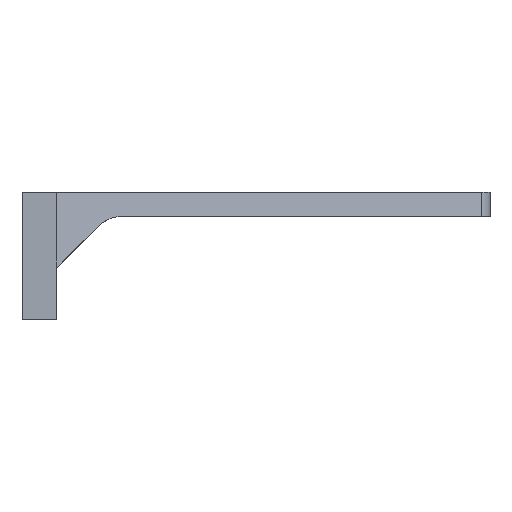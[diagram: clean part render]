
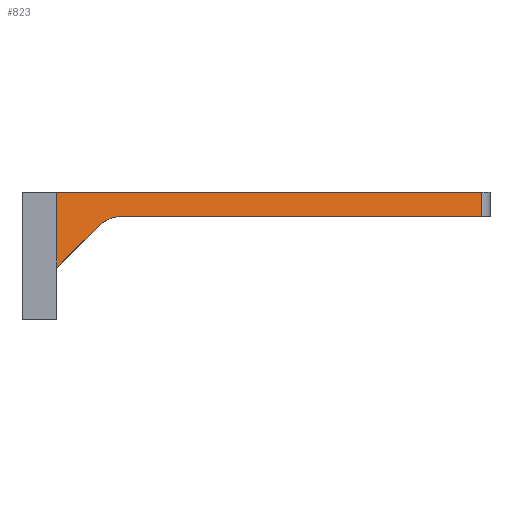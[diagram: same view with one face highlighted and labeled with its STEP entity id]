
A CAD part, left-side view. The second image highlights one B-rep face of the part: STEP entity #823.
In plain terms, the highlighted planar face has unit normal (-0.852, -0.523, 0).
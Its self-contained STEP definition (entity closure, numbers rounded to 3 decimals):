
#64 = CARTESIAN_POINT ( 'NONE',  ( 7.406, -22.071, -2.929 ) ) ;
#280 = CARTESIAN_POINT ( 'NONE',  ( 11.745, -29.142, 0. ) ) ;
#402 = EDGE_CURVE ( 'NONE', #1935, #1089, #693, .T. ) ;
#461 = EDGE_CURVE ( 'NONE', #801, #836, #1072, .T. ) ;
#674 = ORIENTED_EDGE ( 'NONE', *, *, #1097, .T. ) ;
#693 =( BOUNDED_CURVE ( )  B_SPLINE_CURVE ( 3, ( #64, #1545, #1967, #280 ),
 .UNSPECIFIED., .F., .F. ) 
 B_SPLINE_CURVE_WITH_KNOTS ( ( 4, 4 ),
 ( 3.927, 4.712 ),
 .UNSPECIFIED. ) 
 CURVE ( )  GEOMETRIC_REPRESENTATION_ITEM ( )  RATIONAL_B_SPLINE_CURVE ( ( 1., 0.949, 0.949, 1. ) ) 
 REPRESENTATION_ITEM ( '' )  );
#801 = VERTEX_POINT ( 'NONE', #2433 ) ;
#806 = ORIENTED_EDGE ( 'NONE', *, *, #1726, .T. ) ;
#823 = ADVANCED_FACE ( 'NONE', ( #1480 ), #2648, .F. ) ;
#836 = VERTEX_POINT ( 'NONE', #1014 ) ;
#860 = ORIENTED_EDGE ( 'NONE', *, *, #1457, .F. ) ;
#938 = VERTEX_POINT ( 'NONE', #1450 ) ;
#941 = EDGE_LOOP ( 'NONE', ( #806, #1143, #2455, #674, #1686, #860 ) ) ;
#966 = LINE ( 'NONE', #1680, #1927 ) ;
#1014 = CARTESIAN_POINT ( 'NONE',  ( 75.537, -133.115, 0. ) ) ;
#1072 = LINE ( 'NONE', #1993, #2589 ) ;
#1089 = VERTEX_POINT ( 'NONE', #2558 ) ;
#1097 = EDGE_CURVE ( 'NONE', #1089, #836, #1401, .T. ) ;
#1143 = ORIENTED_EDGE ( 'NONE', *, *, #2054, .T. ) ;
#1151 = DIRECTION ( 'NONE',  ( 0., 0., -1. ) ) ;
#1401 = LINE ( 'NONE', #2835, #2329 ) ;
#1450 = CARTESIAN_POINT ( 'NONE',  ( 0., -10., -15. ) ) ;
#1457 = EDGE_CURVE ( 'NONE', #3041, #801, #966, .T. ) ;
#1480 = FACE_OUTER_BOUND ( 'NONE', #941, .T. ) ;
#1545 = CARTESIAN_POINT ( 'NONE',  ( 8.572, -23.971, -1.029 ) ) ;
#1587 = VECTOR ( 'NONE', #1151, 1000. ) ;
#1680 = CARTESIAN_POINT ( 'NONE',  ( 0., -10., 7. ) ) ;
#1686 = ORIENTED_EDGE ( 'NONE', *, *, #461, .F. ) ;
#1726 = EDGE_CURVE ( 'NONE', #3041, #938, #3092, .T. ) ;
#1927 = VECTOR ( 'NONE', #2399, 1000. ) ;
#1935 = VERTEX_POINT ( 'NONE', #1985 ) ;
#1967 = CARTESIAN_POINT ( 'NONE',  ( 10.096, -26.455, 0. ) ) ;
#1985 = CARTESIAN_POINT ( 'NONE',  ( 7.406, -22.071, -2.929 ) ) ;
#1993 = CARTESIAN_POINT ( 'NONE',  ( 75.537, -133.115, 7. ) ) ;
#2054 = EDGE_CURVE ( 'NONE', #938, #1935, #2969, .T. ) ;
#2329 = VECTOR ( 'NONE', #2540, 1000. ) ;
#2376 = CARTESIAN_POINT ( 'NONE',  ( 0., -10., 7. ) ) ;
#2399 = DIRECTION ( 'NONE',  ( 0.523, -0.852, 0. ) ) ;
#2433 = CARTESIAN_POINT ( 'NONE',  ( 75.537, -133.115, 7. ) ) ;
#2436 = VECTOR ( 'NONE', #2476, 1000. ) ;
#2437 = DIRECTION ( 'NONE',  ( -0.523, 0.852, 0. ) ) ;
#2455 = ORIENTED_EDGE ( 'NONE', *, *, #402, .T. ) ;
#2476 = DIRECTION ( 'NONE',  ( 0.398, -0.649, 0.649 ) ) ;
#2540 = DIRECTION ( 'NONE',  ( 0.523, -0.852, 0. ) ) ;
#2558 = CARTESIAN_POINT ( 'NONE',  ( 11.745, -29.142, 0. ) ) ;
#2589 = VECTOR ( 'NONE', #2963, 1000. ) ;
#2644 = CARTESIAN_POINT ( 'NONE',  ( 0., -10., 7. ) ) ;
#2648 = PLANE ( 'NONE',  #2841 ) ;
#2747 = CARTESIAN_POINT ( 'NONE',  ( 5.68, -19.258, -5.742 ) ) ;
#2835 = CARTESIAN_POINT ( 'NONE',  ( 0., -10., 0. ) ) ;
#2841 = AXIS2_PLACEMENT_3D ( 'NONE', #3126, #2904, #2437 ) ;
#2904 = DIRECTION ( 'NONE',  ( 0.852, 0.523, 0. ) ) ;
#2963 = DIRECTION ( 'NONE',  ( 0., 0., -1. ) ) ;
#2969 = LINE ( 'NONE', #2747, #2436 ) ;
#3041 = VERTEX_POINT ( 'NONE', #2644 ) ;
#3092 = LINE ( 'NONE', #2376, #1587 ) ;
#3126 = CARTESIAN_POINT ( 'NONE',  ( 0., -10., 7. ) ) ;
